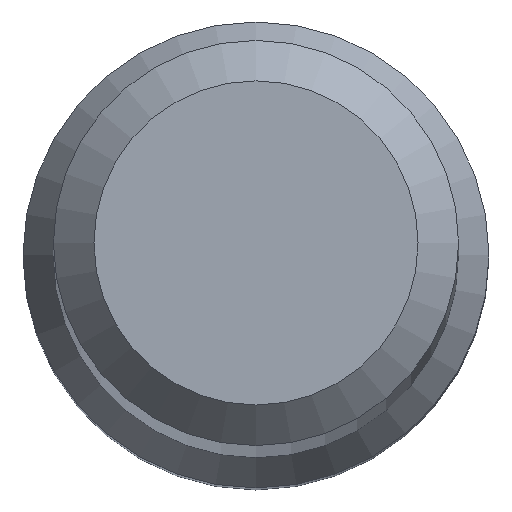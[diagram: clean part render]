
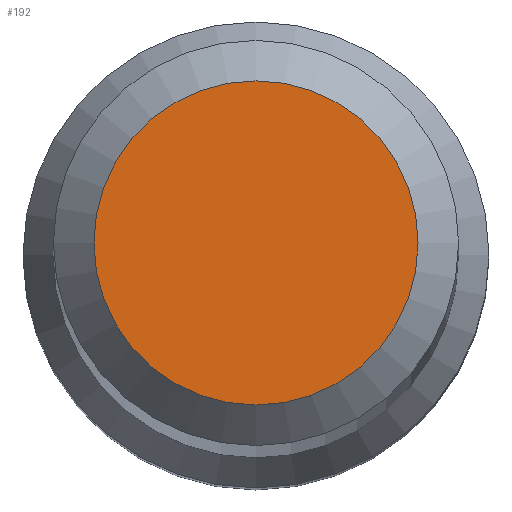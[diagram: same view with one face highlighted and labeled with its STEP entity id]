
A CAD part, top view. The second image highlights one B-rep face of the part: STEP entity #192.
In plain terms, the highlighted planar face has unit normal (0, 0, 1).
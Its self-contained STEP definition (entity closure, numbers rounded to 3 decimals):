
#7 = VERTEX_POINT ( 'NONE', #9 ) ;
#9 = CARTESIAN_POINT ( 'NONE',  ( 0., 1.6, 80. ) ) ;
#13 = AXIS2_PLACEMENT_3D ( 'NONE', #144, #65, #99 ) ;
#21 = AXIS2_PLACEMENT_3D ( 'NONE', #40, #97, #205 ) ;
#40 = CARTESIAN_POINT ( 'NONE',  ( 0., 0., 80. ) ) ;
#44 = EDGE_CURVE ( 'NONE', #7, #7, #225, .T. ) ;
#60 = PLANE ( 'NONE',  #21 ) ;
#65 = DIRECTION ( 'NONE',  ( 0., 0., -1. ) ) ;
#97 = DIRECTION ( 'NONE',  ( 0., 0., -1. ) ) ;
#99 = DIRECTION ( 'NONE',  ( 0., 1., 0. ) ) ;
#114 = FACE_OUTER_BOUND ( 'NONE', #237, .T. ) ;
#144 = CARTESIAN_POINT ( 'NONE',  ( 0., 0., 80. ) ) ;
#159 = ORIENTED_EDGE ( 'NONE', *, *, #44, .F. ) ;
#192 = ADVANCED_FACE ( 'NONE', ( #114 ), #60, .F. ) ;
#205 = DIRECTION ( 'NONE',  ( 0., 1., 0. ) ) ;
#225 = CIRCLE ( 'NONE', #13, 1.6 ) ;
#237 = EDGE_LOOP ( 'NONE', ( #159 ) ) ;
